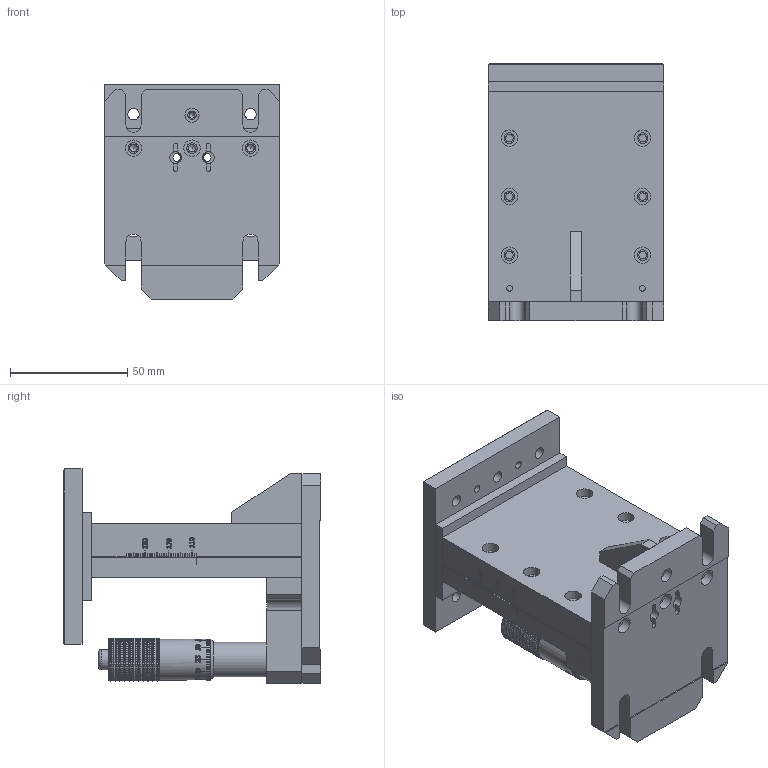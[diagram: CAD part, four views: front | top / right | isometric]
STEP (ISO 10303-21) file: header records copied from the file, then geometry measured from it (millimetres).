
FILE_DESCRIPTION(/* description */ (''),/* implementation_level */ '2;1');
FILE_NAME(/* name */ '02_VTzM.stp',/* time_stamp */ '2025-02-11T14:20:01+03:00',/* author */ ('asidnin'),/* organization */ (''),/* preprocessor_version */ 'ST-DEVELOPER v18',/* originating_system */ 'Autodesk Inventor 2020',/* authorisation */ '');
FILE_SCHEMA (('CONFIG_CONTROL_DESIGN'));
Products named in the file (18): 02_VTzM; 02-MRPZ - Стенка платформы; P01 _ Направляющие 
рельсы 8х8; Рельса 8х8; P01 _ Направляющие рельсы 
8х8_ЗЕРКАЛО; Рельса 8х8_ЗЕРКАЛО; 02-MRPZ - Держатель 
винта; 02-MRPZ - Стенка основания; 02-MRPZ - Основание; Пятка сердц.
больш.; 02-MRPZ - Платформа; 02-MRPZ - Проставка; 02-MRPZ - Косынка; 02-MRPZ - Стопор; Винт MS 25; Стержень MS 25; Направляющая 
MS 25; Ручка винта 
MS 25
Assembly tree (22 placements, depth 3):
  02_VTzM
    02-MRPZ - Стенка платформы
    P01 _ Направляющие 
рельсы 8х8
      Рельса 8х8  x2
    P01 _ Направляющие рельсы 
8х8_ЗЕРКАЛО
      Рельса 8х8_ЗЕРКАЛО  x2
    02-MRPZ - Держатель 
винта
    02-MRPZ - Стенка основания
    02-MRPZ - Основание
    Пятка сердц.
больш.
    02-MRPZ - Платформа
    02-MRPZ - Проставка
    02-MRPZ - Косынка
    02-MRPZ - Стопор  x4
    Винт MS 25
      Стержень MS 25
      Направляющая 
MS 25
      Ручка винта 
MS 25
Bounding box: 75 x 110 x 91.5 mm (x, y, z)
Volume: 270566.1 mm3; surface area: 111589 mm2
Topology: 635 solids, 635 shells, 6700 faces, 15123 edges, 9873 vertices
Faces by surface type: plane 5756, bspline 591, cylinder 337, cone 15, torus 1
Full cylindrical faces by diameter (mm): 1.567 x2, 2.459 x10, 3.242 x34, 3.5 x10, 4.5 x21, 4.917 x13, 5 x2, 5.5 x3, 6 x19, 6.5 x2, 7 x21, 8 x2, 8.66 x1, 10 x2, 14.8 x1, 15 x1, 17.4 x1
Entity records: 191735 total; most frequent: CARTESIAN_POINT 44832, ORIENTED_EDGE 29872, DIRECTION 27013, EDGE_CURVE 14936, LINE 12643, VECTOR 12643, VERTEX_POINT 9751, AXIS2_PLACEMENT_3D 7185
